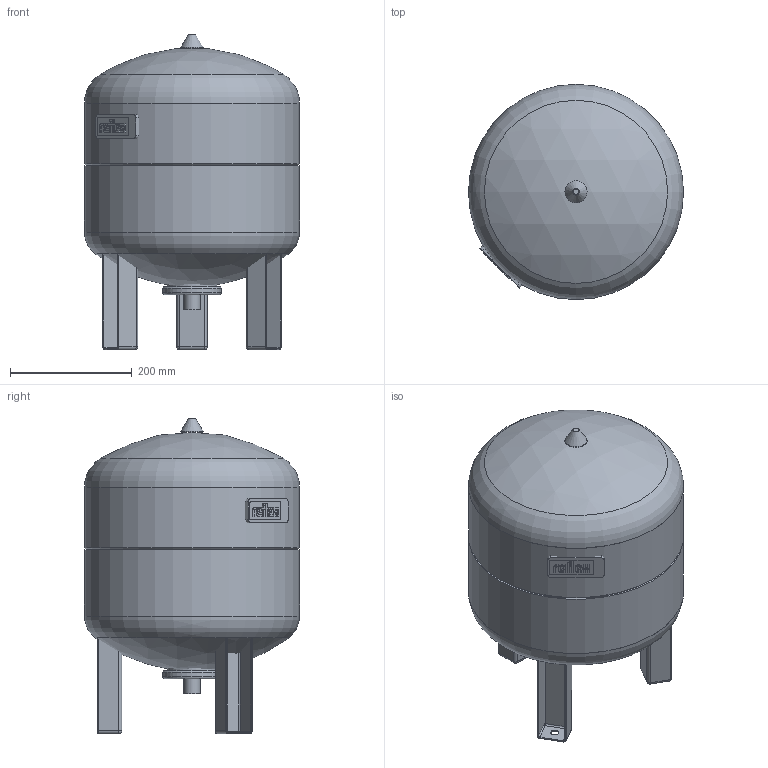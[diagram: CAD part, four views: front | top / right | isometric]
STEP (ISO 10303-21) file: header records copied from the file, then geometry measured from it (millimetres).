
FILE_DESCRIPTION(/* description */ (''),/* implementation_level */ '2;1');
FILE_NAME(/* name */ '3d_RefixDE33_10bar-7305500.stp',/* time_stamp */ '2015-09-17T13:47:20+02:00',/* author */ ('Andrzej'),/* organization */ (''),/* preprocessor_version */ 'ST-DEVELOPER v15.5',/* originating_system */ 'AutoCAD Mechanical',/* authorisation */ '');
FILE_SCHEMA (('AUTOMOTIVE_DESIGN { 1 0 10303 214 3 1 1 }'));
Length unit declared in the file: millimetre
Products named in the file (1): Product
Bounding box: 354 x 354 x 520 mm (x, y, z)
Volume: 32688201.9 mm3; surface area: 1102244.4 mm2
Topology: 17 solids, 17 shells, 321 faces, 770 edges, 479 vertices
Faces by surface type: plane 145, cylinder 134, torus 23, sphere 14, cone 5
Full cylindrical faces by diameter (mm): 5.28 x1, 7.92 x1, 12.408 x1, 13.4 x3, 15.048 x1, 18.9 x1, 26.9 x1, 82 x1, 96 x1, 354 x4
Entity records: 9108 total; most frequent: DIRECTION 1672, CARTESIAN_POINT 1524, ORIENTED_EDGE 1450, EDGE_CURVE 725, AXIS2_PLACEMENT_3D 625, VERTEX_POINT 477, LINE 422, VECTOR 422
